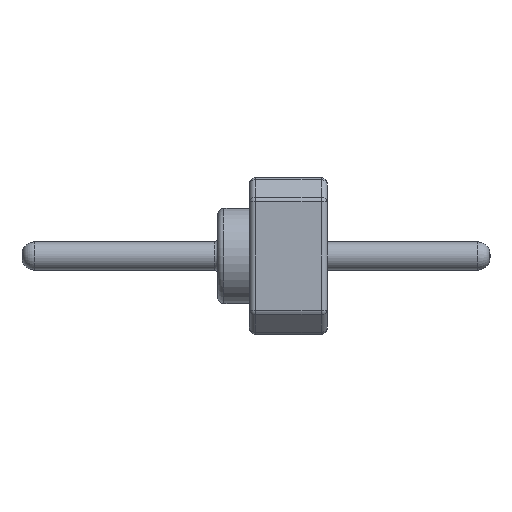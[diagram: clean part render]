
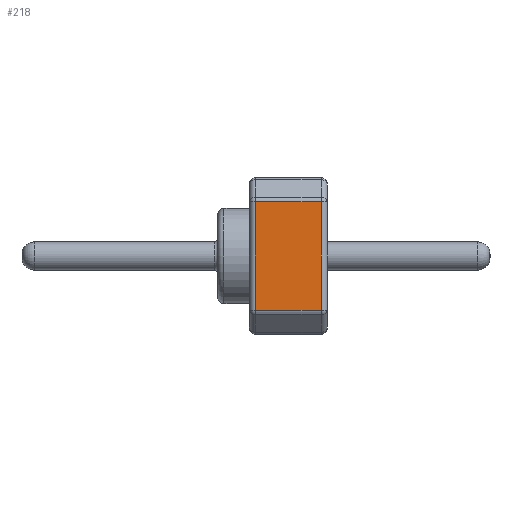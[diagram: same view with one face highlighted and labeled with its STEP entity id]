
A CAD part, left-side view. The second image highlights one B-rep face of the part: STEP entity #218.
In plain terms, the highlighted planar face has unit normal (-1, 0, 0).
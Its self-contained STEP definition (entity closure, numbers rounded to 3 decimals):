
#7 = AXIS2_PLACEMENT_3D ( 'NONE', #2070, #2076, #2086 ) ;
#93 = CARTESIAN_POINT ( 'NONE',  ( -1.27, -1.27, -0.879 ) ) ;
#114 = EDGE_CURVE ( 'NONE', #1698, #923, #209, .T. ) ;
#131 = VECTOR ( 'NONE', #645, 1000. ) ;
#209 = LINE ( 'NONE', #221, #131 ) ;
#211 = EDGE_CURVE ( 'NONE', #1425, #1346, #287, .T. ) ;
#218 = ADVANCED_FACE ( 'NONE', ( #1600 ), #1664, .F. ) ;
#221 = CARTESIAN_POINT ( 'NONE',  ( -1.27, -1.17, 0. ) ) ;
#256 = CARTESIAN_POINT ( 'NONE',  ( -1.27, -1.17, -0.879 ) ) ;
#275 = EDGE_CURVE ( 'NONE', #923, #1425, #488, .T. ) ;
#287 = LINE ( 'NONE', #1589, #884 ) ;
#316 = EDGE_CURVE ( 'NONE', #1346, #1698, #1130, .T. ) ;
#406 = CARTESIAN_POINT ( 'NONE',  ( -1.27, -0.1, 0.879 ) ) ;
#488 = LINE ( 'NONE', #2934, #2331 ) ;
#643 = CARTESIAN_POINT ( 'NONE',  ( -1.27, -0.1, -0.879 ) ) ;
#645 = DIRECTION ( 'NONE',  ( 0., 0., 1. ) ) ;
#884 = VECTOR ( 'NONE', #1392, 1000. ) ;
#923 = VERTEX_POINT ( 'NONE', #1104 ) ;
#1037 = ORIENTED_EDGE ( 'NONE', *, *, #316, .T. ) ;
#1104 = CARTESIAN_POINT ( 'NONE',  ( -1.27, -1.17, 0.879 ) ) ;
#1130 = LINE ( 'NONE', #93, #1694 ) ;
#1346 = VERTEX_POINT ( 'NONE', #643 ) ;
#1392 = DIRECTION ( 'NONE',  ( 0., 0., -1. ) ) ;
#1425 = VERTEX_POINT ( 'NONE', #406 ) ;
#1567 = ORIENTED_EDGE ( 'NONE', *, *, #211, .T. ) ;
#1589 = CARTESIAN_POINT ( 'NONE',  ( -1.27, -0.1, -0.92 ) ) ;
#1600 = FACE_OUTER_BOUND ( 'NONE', #2916, .T. ) ;
#1664 = PLANE ( 'NONE',  #7 ) ;
#1694 = VECTOR ( 'NONE', #2909, 1000. ) ;
#1698 = VERTEX_POINT ( 'NONE', #256 ) ;
#1934 = ORIENTED_EDGE ( 'NONE', *, *, #275, .T. ) ;
#2070 = CARTESIAN_POINT ( 'NONE',  ( -1.27, -1.27, 0. ) ) ;
#2076 = DIRECTION ( 'NONE',  ( 1., 0., 0. ) ) ;
#2086 = DIRECTION ( 'NONE',  ( 0., 0., -1. ) ) ;
#2331 = VECTOR ( 'NONE', #2471, 1000. ) ;
#2471 = DIRECTION ( 'NONE',  ( 0., 1., 0. ) ) ;
#2793 = ORIENTED_EDGE ( 'NONE', *, *, #114, .T. ) ;
#2909 = DIRECTION ( 'NONE',  ( 0., -1., 0. ) ) ;
#2916 = EDGE_LOOP ( 'NONE', ( #1567, #1037, #2793, #1934 ) ) ;
#2934 = CARTESIAN_POINT ( 'NONE',  ( -1.27, 0., 0.879 ) ) ;
